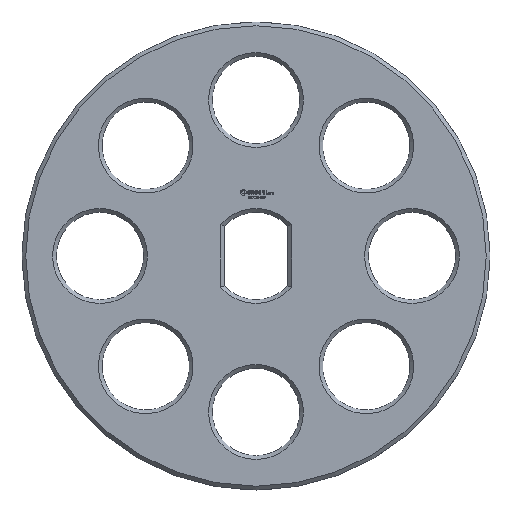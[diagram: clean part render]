
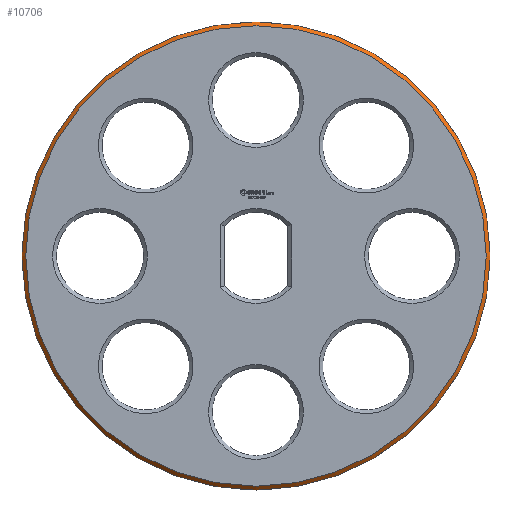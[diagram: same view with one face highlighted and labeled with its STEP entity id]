
A CAD part, top view. The second image highlights one B-rep face of the part: STEP entity #10706.
In plain terms, the highlighted conical face has half-angle 45 degrees and reference radius 18.75 mm.
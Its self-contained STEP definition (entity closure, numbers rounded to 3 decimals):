
#21 = EDGE_CURVE('',#22,#22,#24,.T.);
#22 = VERTEX_POINT('',#23);
#23 = CARTESIAN_POINT('',(18.45,0.,3.125));
#24 = SURFACE_CURVE('',#25,(#30,#42),.PCURVE_S1.);
#25 = CIRCLE('',#26,18.45);
#26 = AXIS2_PLACEMENT_3D('',#27,#28,#29);
#27 = CARTESIAN_POINT('',(0.,0.,3.125));
#28 = DIRECTION('',(0.,0.,-1.));
#29 = DIRECTION('',(1.,0.,0.));
#30 = PCURVE('',#31,#36);
#31 = PLANE('',#32);
#32 = AXIS2_PLACEMENT_3D('',#33,#34,#35);
#33 = CARTESIAN_POINT('',(0.,0.,3.125));
#34 = DIRECTION('',(0.,0.,-1.));
#35 = DIRECTION('',(1.,0.,0.));
#36 = DEFINITIONAL_REPRESENTATION('',(#37),#41);
#37 = CIRCLE('',#38,18.45);
#38 = AXIS2_PLACEMENT_2D('',#39,#40);
#39 = CARTESIAN_POINT('',(0.,0.));
#40 = DIRECTION('',(1.,0.));
#41 = ( GEOMETRIC_REPRESENTATION_CONTEXT(2) 
PARAMETRIC_REPRESENTATION_CONTEXT() REPRESENTATION_CONTEXT('2D SPACE',''
  ) );
#42 = PCURVE('',#43,#48);
#43 = CONICAL_SURFACE('',#44,18.75,0.785);
#44 = AXIS2_PLACEMENT_3D('',#45,#46,#47);
#45 = CARTESIAN_POINT('',(0.,0.,2.825));
#46 = DIRECTION('',(0.,0.,-1.));
#47 = DIRECTION('',(1.,0.,0.));
#48 = DEFINITIONAL_REPRESENTATION('',(#49),#53);
#49 = LINE('',#50,#51);
#50 = CARTESIAN_POINT('',(0.,-0.3));
#51 = VECTOR('',#52,1.);
#52 = DIRECTION('',(1.,-0.));
#53 = ( GEOMETRIC_REPRESENTATION_CONTEXT(2) 
PARAMETRIC_REPRESENTATION_CONTEXT() REPRESENTATION_CONTEXT('2D SPACE',''
  ) );
#10706 = ADVANCED_FACE('',(#10707),#43,.T.);
#10707 = FACE_BOUND('',#10708,.F.);
#10708 = EDGE_LOOP('',(#10709,#10738,#10759,#10760));
#10709 = ORIENTED_EDGE('',*,*,#10710,.T.);
#10710 = EDGE_CURVE('',#10711,#10711,#10713,.T.);
#10711 = VERTEX_POINT('',#10712);
#10712 = CARTESIAN_POINT('',(18.75,0.,2.825));
#10713 = SURFACE_CURVE('',#10714,(#10719,#10726),.PCURVE_S1.);
#10714 = CIRCLE('',#10715,18.75);
#10715 = AXIS2_PLACEMENT_3D('',#10716,#10717,#10718);
#10716 = CARTESIAN_POINT('',(0.,0.,2.825));
#10717 = DIRECTION('',(0.,0.,-1.));
#10718 = DIRECTION('',(1.,0.,0.));
#10719 = PCURVE('',#43,#10720);
#10720 = DEFINITIONAL_REPRESENTATION('',(#10721),#10725);
#10721 = LINE('',#10722,#10723);
#10722 = CARTESIAN_POINT('',(0.,-0.));
#10723 = VECTOR('',#10724,1.);
#10724 = DIRECTION('',(1.,-0.));
#10725 = ( GEOMETRIC_REPRESENTATION_CONTEXT(2) 
PARAMETRIC_REPRESENTATION_CONTEXT() REPRESENTATION_CONTEXT('2D SPACE',''
  ) );
#10726 = PCURVE('',#10727,#10732);
#10727 = CYLINDRICAL_SURFACE('',#10728,18.75);
#10728 = AXIS2_PLACEMENT_3D('',#10729,#10730,#10731);
#10729 = CARTESIAN_POINT('',(0.,0.,2.325));
#10730 = DIRECTION('',(0.,0.,1.));
#10731 = DIRECTION('',(1.,0.,0.));
#10732 = DEFINITIONAL_REPRESENTATION('',(#10733),#10737);
#10733 = LINE('',#10734,#10735);
#10734 = CARTESIAN_POINT('',(-0.,0.5));
#10735 = VECTOR('',#10736,1.);
#10736 = DIRECTION('',(-1.,0.));
#10737 = ( GEOMETRIC_REPRESENTATION_CONTEXT(2) 
PARAMETRIC_REPRESENTATION_CONTEXT() REPRESENTATION_CONTEXT('2D SPACE',''
  ) );
#10738 = ORIENTED_EDGE('',*,*,#10739,.T.);
#10739 = EDGE_CURVE('',#10711,#22,#10740,.T.);
#10740 = SEAM_CURVE('',#10741,(#10745,#10752),.PCURVE_S1.);
#10741 = LINE('',#10742,#10743);
#10742 = CARTESIAN_POINT('',(18.75,0.,2.825));
#10743 = VECTOR('',#10744,1.);
#10744 = DIRECTION('',(-0.707,0.,0.707));
#10745 = PCURVE('',#43,#10746);
#10746 = DEFINITIONAL_REPRESENTATION('',(#10747),#10751);
#10747 = LINE('',#10748,#10749);
#10748 = CARTESIAN_POINT('',(0.,-0.));
#10749 = VECTOR('',#10750,1.);
#10750 = DIRECTION('',(0.,-1.));
#10751 = ( GEOMETRIC_REPRESENTATION_CONTEXT(2) 
PARAMETRIC_REPRESENTATION_CONTEXT() REPRESENTATION_CONTEXT('2D SPACE',''
  ) );
#10752 = PCURVE('',#43,#10753);
#10753 = DEFINITIONAL_REPRESENTATION('',(#10754),#10758);
#10754 = LINE('',#10755,#10756);
#10755 = CARTESIAN_POINT('',(6.283,-0.));
#10756 = VECTOR('',#10757,1.);
#10757 = DIRECTION('',(0.,-1.));
#10758 = ( GEOMETRIC_REPRESENTATION_CONTEXT(2) 
PARAMETRIC_REPRESENTATION_CONTEXT() REPRESENTATION_CONTEXT('2D SPACE',''
  ) );
#10759 = ORIENTED_EDGE('',*,*,#21,.F.);
#10760 = ORIENTED_EDGE('',*,*,#10739,.F.);
